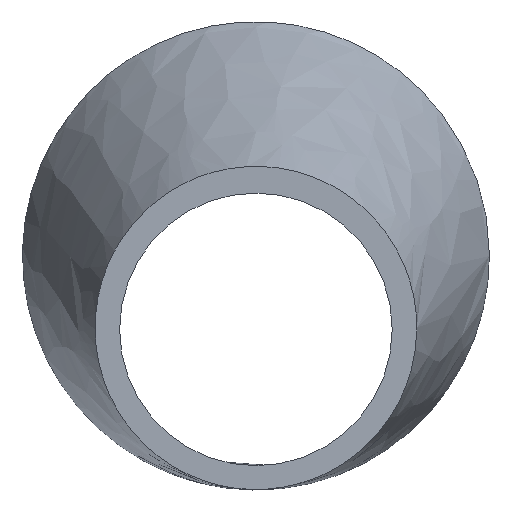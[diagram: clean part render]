
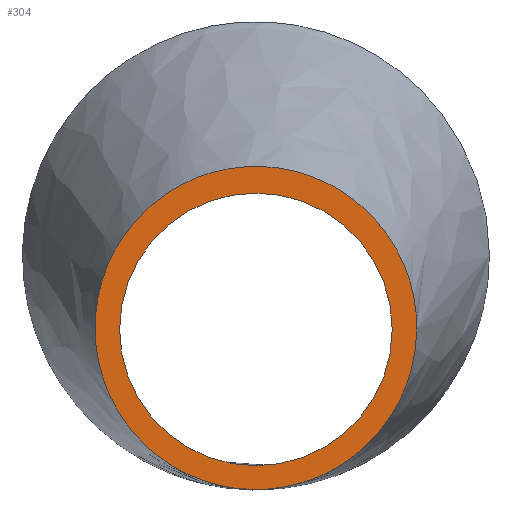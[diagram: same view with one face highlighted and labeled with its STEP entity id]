
A CAD part, top view. The second image highlights one B-rep face of the part: STEP entity #304.
In plain terms, the highlighted planar face has unit normal (0, 0, 1).
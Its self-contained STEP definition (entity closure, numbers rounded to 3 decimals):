
#230=CARTESIAN_POINT('',(11.45,0.,0.0));
#231=VERTEX_POINT('',#230);
#239=CARTESIAN_POINT('',(0.0,0.0,0.0));
#240=DIRECTION('',(0.0,0.0,-1.0));
#241=DIRECTION('',(-1.0,0.0,0.0));
#242=AXIS2_PLACEMENT_3D('',#239,#240,#241);
#243=CIRCLE('',#242,11.45);
#244=EDGE_CURVE('',#231,#231,#243,.T.);
#250=CARTESIAN_POINT('',(0.0,0.0,0.0));
#251=DIRECTION('',(0.0,0.0,-1.0));
#252=DIRECTION('',(-1.0,0.0,0.0));
#253=AXIS2_PLACEMENT_3D('',#250,#251,#252);
#254=PLANE('',#253);
#255=CARTESIAN_POINT('',(13.514,0.125,0.));
#256=VERTEX_POINT('',#255);
#257=CARTESIAN_POINT('',(13.514,0.125,0.));
#258=CARTESIAN_POINT('',(13.514,-1.463,0.));
#259=CARTESIAN_POINT('',(13.236,-3.04,0.));
#260=CARTESIAN_POINT('',(12.086,-6.199,0.));
#261=CARTESIAN_POINT('',(11.162,-7.73,0.));
#262=CARTESIAN_POINT('',(8.782,-10.342,0.));
#263=CARTESIAN_POINT('',(7.353,-11.401,0.));
#264=CARTESIAN_POINT('',(4.862,-12.58,0.));
#265=CARTESIAN_POINT('',(3.92,-12.905,0.));
#266=CARTESIAN_POINT('',(1.982,-13.34,0.));
#267=CARTESIAN_POINT('',(0.993,-13.45,0.));
#268=CARTESIAN_POINT('',(0.,-13.45,0.));
#269=CARTESIAN_POINT('',(-1.752,-13.45,0.));
#270=CARTESIAN_POINT('',(-3.487,-13.108,0.));
#271=CARTESIAN_POINT('',(-6.734,-11.776,0.));
#272=CARTESIAN_POINT('',(-8.214,-10.797,0.));
#273=CARTESIAN_POINT('',(-10.723,-8.323,0.));
#274=CARTESIAN_POINT('',(-11.726,-6.849,0.));
#275=CARTESIAN_POINT('',(-13.116,-3.594,0.));
#276=CARTESIAN_POINT('',(-13.487,-1.842,0.));
#277=CARTESIAN_POINT('',(-13.537,1.705,0.));
#278=CARTESIAN_POINT('',(-13.216,3.468,0.));
#279=CARTESIAN_POINT('',(-11.917,6.765,0.));
#280=CARTESIAN_POINT('',(-10.953,8.269,0.));
#281=CARTESIAN_POINT('',(-8.507,10.815,0.));
#282=CARTESIAN_POINT('',(-7.051,11.835,0.));
#283=CARTESIAN_POINT('',(-3.835,13.255,0.));
#284=CARTESIAN_POINT('',(-2.106,13.643,0.));
#285=CARTESIAN_POINT('',(1.401,13.735,0.));
#286=CARTESIAN_POINT('',(3.146,13.438,0.));
#287=CARTESIAN_POINT('',(6.428,12.19,0.));
#288=CARTESIAN_POINT('',(7.933,11.251,0.));
#289=CARTESIAN_POINT('',(10.504,8.844,0.));
#290=CARTESIAN_POINT('',(11.544,7.398,0.));
#291=CARTESIAN_POINT('',(13.015,4.184,0.));
#292=CARTESIAN_POINT('',(13.431,2.444,0.));
#293=CARTESIAN_POINT('',(13.51,0.491,0.));
#294=CARTESIAN_POINT('',(13.514,0.308,0.));
#295=CARTESIAN_POINT('',(13.514,0.125,0.));
#296=B_SPLINE_CURVE_WITH_KNOTS('',3,(#257,#258,#259,#260,#261,#262,#263,#264,#265,#266,#267,#268,#269,#270,#271,#272,#273,#274,#275,#276,#277,#278,#279,#280,#281,#282,#283,#284,#285,#286,#287,#288,#289,#290,#291,#292,#293,#294,#295),.UNSPECIFIED.,.T.,.U.,(4,2,2,2,2,3,2,2,2,2,2,2,2,2,2,2,2,2,4),(6.401,6.878,7.409,7.938,8.236,8.534,9.06,9.587,10.117,10.649,11.181,11.712,12.24,12.766,13.292,13.82,14.349,14.88,14.935),.UNSPECIFIED.);
#297=EDGE_CURVE('',#256,#256,#296,.T.);
#298=ORIENTED_EDGE('',*,*,#297,.F.);
#299=EDGE_LOOP('',(#298));
#300=FACE_OUTER_BOUND('',#299,.T.);
#301=ORIENTED_EDGE('',*,*,#244,.T.);
#302=EDGE_LOOP('',(#301));
#303=FACE_BOUND('',#302,.T.);
#304=ADVANCED_FACE('',(#300,#303),#254,.F.);
